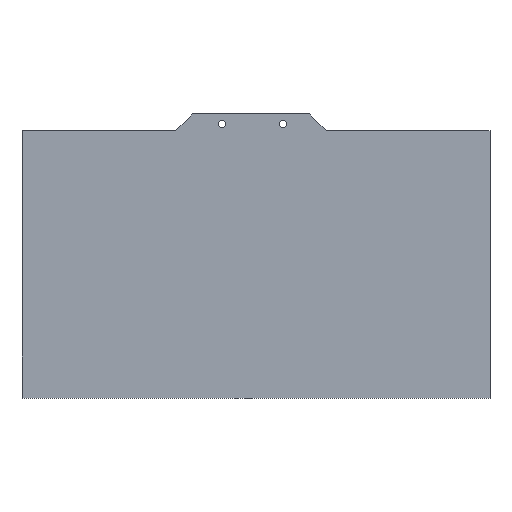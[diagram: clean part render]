
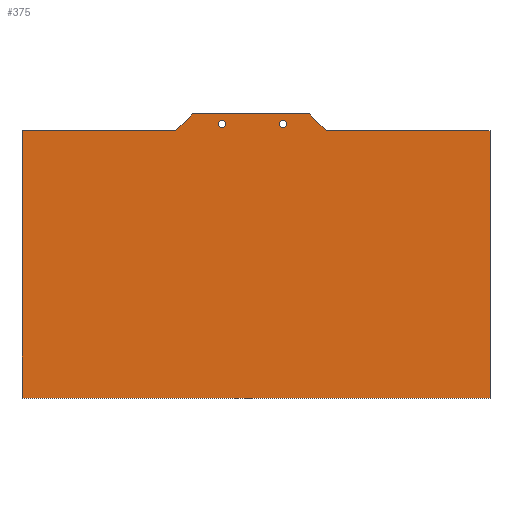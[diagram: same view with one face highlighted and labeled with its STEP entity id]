
A CAD part, top view. The second image highlights one B-rep face of the part: STEP entity #375.
In plain terms, the highlighted planar face has unit normal (0, 0, 1).
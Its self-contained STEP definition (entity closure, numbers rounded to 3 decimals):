
#66 = VERTEX_POINT('',#67);
#67 = CARTESIAN_POINT('',(128.295,-54.775,0.));
#84 = VERTEX_POINT('',#85);
#85 = CARTESIAN_POINT('',(163.295,-54.775,0.));
#91 = EDGE_CURVE('',#66,#84,#92,.T.);
#92 = LINE('',#93,#94);
#93 = CARTESIAN_POINT('',(128.295,-54.775,0.));
#94 = VECTOR('',#95,1.);
#95 = DIRECTION('',(1.,0.,0.));
#106 = VERTEX_POINT('',#107);
#107 = CARTESIAN_POINT('',(123.295,-59.775,0.));
#122 = EDGE_CURVE('',#106,#66,#123,.T.);
#123 = LINE('',#124,#125);
#124 = CARTESIAN_POINT('',(123.295,-59.775,0.));
#125 = VECTOR('',#126,1.);
#126 = DIRECTION('',(0.707,0.707,0.));
#146 = VERTEX_POINT('',#147);
#147 = CARTESIAN_POINT('',(168.295,-59.775,0.));
#153 = EDGE_CURVE('',#84,#146,#154,.T.);
#154 = LINE('',#155,#156);
#155 = CARTESIAN_POINT('',(163.295,-54.775,0.));
#156 = VECTOR('',#157,1.);
#157 = DIRECTION('',(0.707,-0.707,0.));
#168 = VERTEX_POINT('',#169);
#169 = CARTESIAN_POINT('',(77.295,-59.775,0.));
#184 = EDGE_CURVE('',#168,#106,#185,.T.);
#185 = LINE('',#186,#187);
#186 = CARTESIAN_POINT('',(77.295,-59.775,0.));
#187 = VECTOR('',#188,1.);
#188 = DIRECTION('',(1.,0.,0.));
#208 = VERTEX_POINT('',#209);
#209 = CARTESIAN_POINT('',(217.295,-59.775,0.));
#215 = EDGE_CURVE('',#146,#208,#216,.T.);
#216 = LINE('',#217,#218);
#217 = CARTESIAN_POINT('',(168.295,-59.775,0.));
#218 = VECTOR('',#219,1.);
#219 = DIRECTION('',(1.,0.,0.));
#230 = VERTEX_POINT('',#231);
#231 = CARTESIAN_POINT('',(77.295,-139.775,0.));
#246 = EDGE_CURVE('',#230,#168,#247,.T.);
#247 = LINE('',#248,#249);
#248 = CARTESIAN_POINT('',(77.295,-139.775,0.));
#249 = VECTOR('',#250,1.);
#250 = DIRECTION('',(0.,1.,0.));
#270 = VERTEX_POINT('',#271);
#271 = CARTESIAN_POINT('',(217.295,-139.775,0.));
#277 = EDGE_CURVE('',#208,#270,#278,.T.);
#278 = LINE('',#279,#280);
#279 = CARTESIAN_POINT('',(217.295,-59.775,0.));
#280 = VECTOR('',#281,1.);
#281 = DIRECTION('',(0.,-1.,0.));
#299 = EDGE_CURVE('',#270,#230,#300,.T.);
#300 = LINE('',#301,#302);
#301 = CARTESIAN_POINT('',(217.295,-139.775,0.));
#302 = VECTOR('',#303,1.);
#303 = DIRECTION('',(-1.,0.,0.));
#314 = VERTEX_POINT('',#315);
#315 = CARTESIAN_POINT('',(156.505,-57.765,0.));
#331 = EDGE_CURVE('',#314,#314,#332,.T.);
#332 = CIRCLE('',#333,1.1);
#333 = AXIS2_PLACEMENT_3D('',#334,#335,#336);
#334 = CARTESIAN_POINT('',(155.405,-57.765,0.));
#335 = DIRECTION('',(0.,0.,1.));
#336 = DIRECTION('',(1.,0.,-0.));
#347 = VERTEX_POINT('',#348);
#348 = CARTESIAN_POINT('',(138.205,-57.755,0.));
#364 = EDGE_CURVE('',#347,#347,#365,.T.);
#365 = CIRCLE('',#366,1.1);
#366 = AXIS2_PLACEMENT_3D('',#367,#368,#369);
#367 = CARTESIAN_POINT('',(137.105,-57.755,0.));
#368 = DIRECTION('',(0.,0.,1.));
#369 = DIRECTION('',(1.,0.,-0.));
#375 = ADVANCED_FACE('',(#376,#386,#389),#392,.F.);
#376 = FACE_BOUND('',#377,.F.);
#377 = EDGE_LOOP('',(#378,#379,#380,#381,#382,#383,#384,#385));
#378 = ORIENTED_EDGE('',*,*,#91,.T.);
#379 = ORIENTED_EDGE('',*,*,#153,.T.);
#380 = ORIENTED_EDGE('',*,*,#215,.T.);
#381 = ORIENTED_EDGE('',*,*,#277,.T.);
#382 = ORIENTED_EDGE('',*,*,#299,.T.);
#383 = ORIENTED_EDGE('',*,*,#246,.T.);
#384 = ORIENTED_EDGE('',*,*,#184,.T.);
#385 = ORIENTED_EDGE('',*,*,#122,.T.);
#386 = FACE_BOUND('',#387,.F.);
#387 = EDGE_LOOP('',(#388));
#388 = ORIENTED_EDGE('',*,*,#331,.T.);
#389 = FACE_BOUND('',#390,.F.);
#390 = EDGE_LOOP('',(#391));
#391 = ORIENTED_EDGE('',*,*,#364,.T.);
#392 = PLANE('',#393);
#393 = AXIS2_PLACEMENT_3D('',#394,#395,#396);
#394 = CARTESIAN_POINT('',(147.281,-98.928,0.));
#395 = DIRECTION('',(-0.,-0.,-1.));
#396 = DIRECTION('',(-1.,0.,0.));
